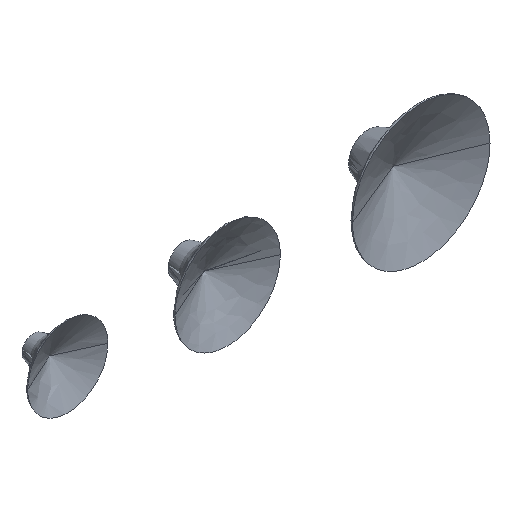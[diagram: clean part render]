
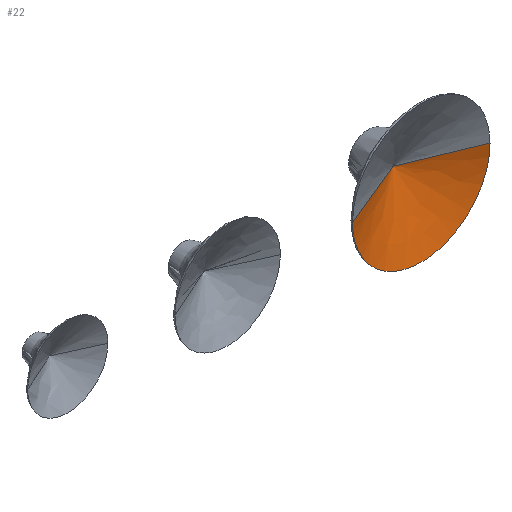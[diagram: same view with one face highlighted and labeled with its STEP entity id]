
A CAD part, isometric view. The second image highlights one B-rep face of the part: STEP entity #22.
In plain terms, the highlighted free-form (B-spline) face has degree [1, 2] with [2, 5] control points.
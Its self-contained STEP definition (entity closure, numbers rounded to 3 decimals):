
#22=ADVANCED_FACE('',(#34),#163,.T.);
#34=FACE_OUTER_BOUND('',#46,.T.);
#46=EDGE_LOOP('',(#61,#62,#63));
#61=ORIENTED_EDGE('',*,*,#102,.T.);
#62=ORIENTED_EDGE('',*,*,#105,.F.);
#63=ORIENTED_EDGE('',*,*,#106,.F.);
#102=EDGE_CURVE('',#149,#148,#124,.T.);
#105=EDGE_CURVE('',#151,#148,#135,.T.);
#106=EDGE_CURVE('',#149,#151,#136,.T.);
#124=B_SPLINE_CURVE_WITH_KNOTS('',1,(#312,#313),.UNSPECIFIED.,.F.,.F.,(2,
2),(0.,109.956),.UNSPECIFIED.);
#135=(
BOUNDED_CURVE()
B_SPLINE_CURVE(2,(#326,#327,#328,#329,#330),.UNSPECIFIED.,.F.,.F.)
B_SPLINE_CURVE_WITH_KNOTS((3,2,3),(-10.177,-5.089,
0.),.UNSPECIFIED.)
CURVE()
GEOMETRIC_REPRESENTATION_ITEM()
RATIONAL_B_SPLINE_CURVE((1.,0.707,1.,0.707,1.))
REPRESENTATION_ITEM('')
);
#136=(
BOUNDED_CURVE()
B_SPLINE_CURVE(1,(#331,#332),.UNSPECIFIED.,.F.,.F.)
B_SPLINE_CURVE_WITH_KNOTS((2,2),(0.,109.956),.UNSPECIFIED.)
CURVE()
GEOMETRIC_REPRESENTATION_ITEM()
RATIONAL_B_SPLINE_CURVE((1.,1.))
REPRESENTATION_ITEM('')
);
#148=VERTEX_POINT('',#291);
#149=VERTEX_POINT('',#292);
#151=VERTEX_POINT('',#294);
#163=(
BOUNDED_SURFACE()
B_SPLINE_SURFACE(1,2,((#235,#236,#237,#238,#239),(#240,#241,#242,#243,#244)),
 .UNSPECIFIED.,.F.,.F.,.F.)
B_SPLINE_SURFACE_WITH_KNOTS((2,2),(3,2,3),(0.,109.956),(0.,4.813,
9.626),.UNSPECIFIED.)
GEOMETRIC_REPRESENTATION_ITEM()
RATIONAL_B_SPLINE_SURFACE(((1.,0.707,1.,0.707,1.),
(1.,0.707,1.,0.707,1.)))
REPRESENTATION_ITEM('')
SURFACE()
);
#235=CARTESIAN_POINT('',(341.974,-156.732,75.316));
#236=CARTESIAN_POINT('',(341.974,-156.732,75.316));
#237=CARTESIAN_POINT('',(341.974,-156.732,75.316));
#238=CARTESIAN_POINT('',(341.974,-156.732,75.316));
#239=CARTESIAN_POINT('',(341.974,-156.732,75.316));
#240=CARTESIAN_POINT('',(311.974,-169.123,75.316));
#241=CARTESIAN_POINT('',(311.974,-169.123,45.316));
#242=CARTESIAN_POINT('',(341.974,-169.123,45.316));
#243=CARTESIAN_POINT('',(371.974,-169.123,45.316));
#244=CARTESIAN_POINT('',(371.974,-169.123,75.316));
#291=CARTESIAN_POINT('',(311.974,-169.123,75.316));
#292=CARTESIAN_POINT('',(341.974,-156.732,75.316));
#294=CARTESIAN_POINT('',(371.974,-169.123,75.316));
#312=CARTESIAN_POINT('',(341.974,-156.732,75.316));
#313=CARTESIAN_POINT('',(311.974,-169.123,75.316));
#326=CARTESIAN_POINT('',(371.974,-169.123,75.316));
#327=CARTESIAN_POINT('',(371.974,-169.123,45.316));
#328=CARTESIAN_POINT('',(341.974,-169.123,45.316));
#329=CARTESIAN_POINT('',(311.974,-169.123,45.316));
#330=CARTESIAN_POINT('',(311.974,-169.123,75.316));
#331=CARTESIAN_POINT('',(341.974,-156.732,75.316));
#332=CARTESIAN_POINT('',(371.974,-169.123,75.316));
